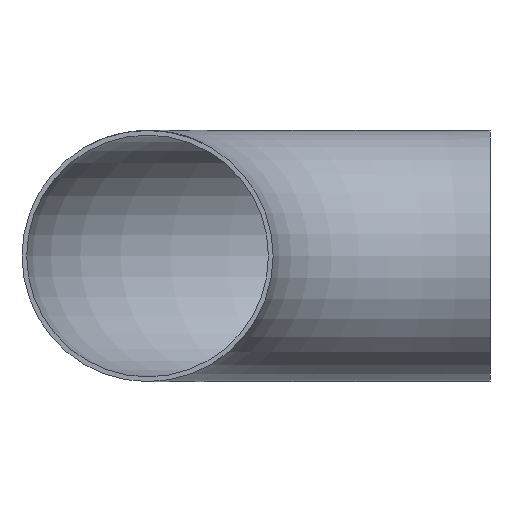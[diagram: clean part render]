
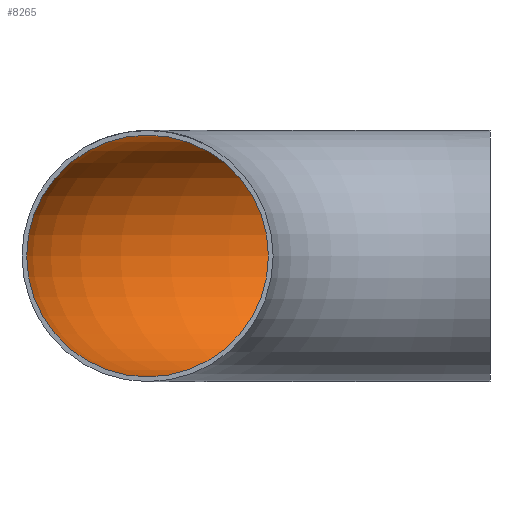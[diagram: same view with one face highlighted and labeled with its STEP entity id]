
A CAD part, front view. The second image highlights one B-rep face of the part: STEP entity #8265.
In plain terms, the highlighted toroidal (fillet/blend) face has major radius 190.5 mm and minor radius 67.25 mm.
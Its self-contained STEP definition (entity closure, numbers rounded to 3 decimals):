
#251 = ORIENTED_EDGE ( 'NONE', *, *, #3283, .F. ) ;
#278 = CARTESIAN_POINT ( 'NONE',  ( 0., 190.5, 0. ) ) ;
#334 = DIRECTION ( 'NONE',  ( 0., 1., 0. ) ) ;
#866 = AXIS2_PLACEMENT_3D ( 'NONE', #278, #4287, #334 ) ;
#1048 = EDGE_LOOP ( 'NONE', ( #251 ) ) ;
#1063 = EDGE_CURVE ( 'NONE', #1910, #1910, #3153, .T. ) ;
#1747 = DIRECTION ( 'NONE',  ( 0., 0., -1. ) ) ;
#1826 = DIRECTION ( 'NONE',  ( 0., 1., 0. ) ) ;
#1910 = VERTEX_POINT ( 'NONE', #3678 ) ;
#2285 = AXIS2_PLACEMENT_3D ( 'NONE', #5708, #1747, #6378 ) ;
#2480 = FACE_OUTER_BOUND ( 'NONE', #1048, .T. ) ;
#3153 = CIRCLE ( 'NONE', #866, 67.25 ) ;
#3283 = EDGE_CURVE ( 'NONE', #3877, #3877, #7881, .T. ) ;
#3678 = CARTESIAN_POINT ( 'NONE',  ( 0., 257.75, 0. ) ) ;
#3877 = VERTEX_POINT ( 'NONE', #7684 ) ;
#4287 = DIRECTION ( 'NONE',  ( 1., 0., 0. ) ) ;
#4644 = TOROIDAL_SURFACE ( 'NONE', #2285, 190.5, 67.25 ) ;
#5101 = EDGE_LOOP ( 'NONE', ( #5755 ) ) ;
#5138 = CARTESIAN_POINT ( 'NONE',  ( -190.5, 0., 0. ) ) ;
#5708 = CARTESIAN_POINT ( 'NONE',  ( 0., 0., 0. ) ) ;
#5755 = ORIENTED_EDGE ( 'NONE', *, *, #1063, .T. ) ;
#6378 = DIRECTION ( 'NONE',  ( -1., 0., 0. ) ) ;
#6824 = AXIS2_PLACEMENT_3D ( 'NONE', #5138, #1826, #7148 ) ;
#7148 = DIRECTION ( 'NONE',  ( 0., 0., 1. ) ) ;
#7453 = FACE_OUTER_BOUND ( 'NONE', #5101, .T. ) ;
#7684 = CARTESIAN_POINT ( 'NONE',  ( -190.5, 0., 67.25 ) ) ;
#7881 = CIRCLE ( 'NONE', #6824, 67.25 ) ;
#8265 = ADVANCED_FACE ( 'NONE', ( #7453, #2480 ), #4644, .F. ) ;
